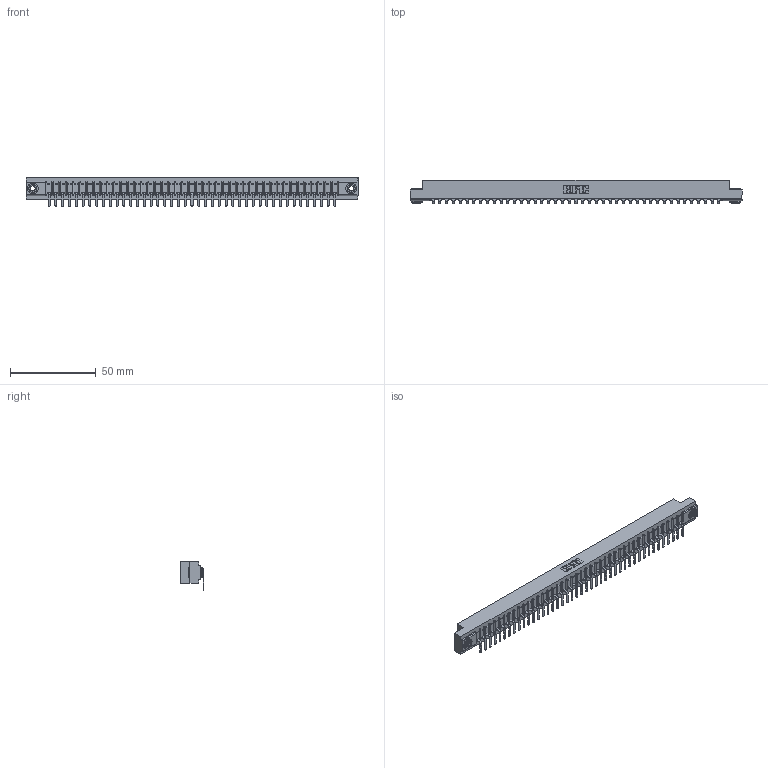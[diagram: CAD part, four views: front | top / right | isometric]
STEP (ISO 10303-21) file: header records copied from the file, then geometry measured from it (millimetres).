
FILE_DESCRIPTION (( 'STEP AP203' ), '1' );
FILE_NAME ('357-043-559-103.STEP', '2022-07-12T19:35:03', ( '' ), ( '' ), 'SwSTEP 2.0', 'SolidWorks 2020', '' );
FILE_SCHEMA (( 'CONFIG_CONTROL_DESIGN' ));
Length unit declared in the file: inch
Products named in the file (4): 307-290-001_558 559 - 1 (Single); 357-043-559-103; 345-250-002_345-250-002-102; 307 Part_.156 Dia Mounting Holes
Assembly tree (46 placements, depth 2):
  357-043-559-103
    307 Part_.156 Dia Mounting Holes
    307-290-001_558 559 - 1 (Single)  x43
    345-250-002_345-250-002-102  x2
Bounding box: 193.4 x 13.7 x 16.8 mm (x, y, z)
Volume: 20107.3 mm3; surface area: 21671.3 mm2
Topology: 46 solids, 46 shells, 2794 faces, 7917 edges, 5098 vertices
Faces by surface type: plane 1771, cylinder 927, sphere 88, cone 8
Entity records: 37909 total; most frequent: CARTESIAN_POINT 6365, ORIENTED_EDGE 6342, DIRECTION 6205, EDGE_CURVE 3171, LINE 2425, VECTOR 2425, VERTEX_POINT 2050, AXIS2_PLACEMENT_3D 1890
